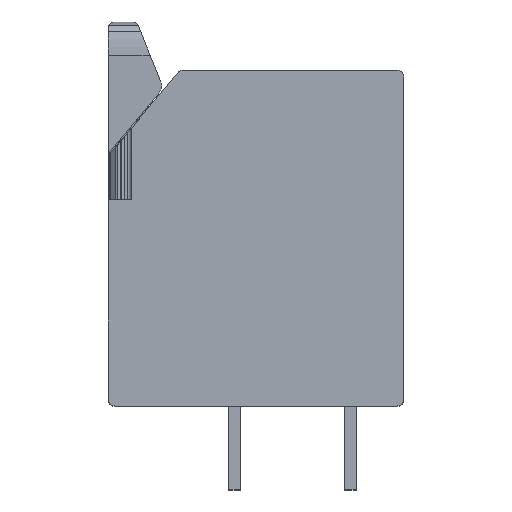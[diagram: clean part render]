
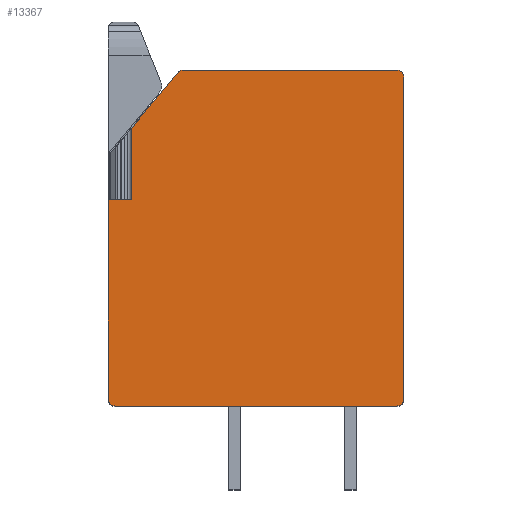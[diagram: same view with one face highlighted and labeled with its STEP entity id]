
A CAD part, top view. The second image highlights one B-rep face of the part: STEP entity #13367.
In plain terms, the highlighted planar face has unit normal (0, 0, 1).
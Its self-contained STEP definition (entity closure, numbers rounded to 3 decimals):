
#414=CIRCLE('',#14021,0.3);
#415=CIRCLE('',#14024,0.3);
#416=CIRCLE('',#14027,0.3);
#417=CIRCLE('',#14029,0.3);
#1166=ORIENTED_EDGE('',*,*,#4095,.F.);
#1167=ORIENTED_EDGE('',*,*,#4096,.T.);
#1168=ORIENTED_EDGE('',*,*,#4097,.T.);
#1169=ORIENTED_EDGE('',*,*,#3892,.T.);
#1170=ORIENTED_EDGE('',*,*,#4098,.F.);
#1171=ORIENTED_EDGE('',*,*,#3951,.T.);
#1172=ORIENTED_EDGE('',*,*,#3813,.T.);
#1173=ORIENTED_EDGE('',*,*,#4026,.T.);
#1174=ORIENTED_EDGE('',*,*,#4058,.T.);
#1175=ORIENTED_EDGE('',*,*,#4060,.T.);
#1176=ORIENTED_EDGE('',*,*,#4092,.T.);
#1177=ORIENTED_EDGE('',*,*,#4093,.T.);
#1178=ORIENTED_EDGE('',*,*,#3707,.T.);
#1179=ORIENTED_EDGE('',*,*,#4094,.T.);
#1180=ORIENTED_EDGE('',*,*,#3899,.T.);
#3707=EDGE_CURVE('',#5192,#5191,#6159,.T.);
#3813=EDGE_CURVE('',#5287,#5286,#6237,.T.);
#3892=EDGE_CURVE('',#5366,#5365,#6287,.T.);
#3899=EDGE_CURVE('',#5373,#5372,#6291,.T.);
#3951=EDGE_CURVE('',#5422,#5287,#6322,.T.);
#4026=EDGE_CURVE('',#5286,#5479,#414,.T.);
#4058=EDGE_CURVE('',#5479,#5508,#6402,.T.);
#4060=EDGE_CURVE('',#5508,#5509,#415,.T.);
#4092=EDGE_CURVE('',#5509,#5538,#6435,.T.);
#4093=EDGE_CURVE('',#5538,#5192,#416,.T.);
#4094=EDGE_CURVE('',#5191,#5373,#417,.T.);
#4095=EDGE_CURVE('',#5539,#5372,#6436,.T.);
#4096=EDGE_CURVE('',#5539,#5540,#6437,.T.);
#4097=EDGE_CURVE('',#5540,#5366,#6438,.T.);
#4098=EDGE_CURVE('',#5422,#5365,#6439,.T.);
#5191=VERTEX_POINT('',#17841);
#5192=VERTEX_POINT('',#17843);
#5286=VERTEX_POINT('',#18052);
#5287=VERTEX_POINT('',#18054);
#5365=VERTEX_POINT('',#18211);
#5366=VERTEX_POINT('',#18213);
#5372=VERTEX_POINT('',#18225);
#5373=VERTEX_POINT('',#18227);
#5422=VERTEX_POINT('',#18332);
#5479=VERTEX_POINT('',#18478);
#5508=VERTEX_POINT('',#18540);
#5509=VERTEX_POINT('',#18544);
#5538=VERTEX_POINT('',#18606);
#5539=VERTEX_POINT('',#18614);
#5540=VERTEX_POINT('',#18616);
#6159=LINE('',#17842,#7201);
#6237=LINE('',#18053,#7279);
#6287=LINE('',#18212,#7329);
#6291=LINE('',#18226,#7333);
#6322=LINE('',#18331,#7364);
#6402=LINE('',#18541,#7444);
#6435=LINE('',#18607,#7477);
#6436=LINE('',#18613,#7478);
#6437=LINE('',#18615,#7479);
#6438=LINE('',#18617,#7480);
#6439=LINE('',#18618,#7481);
#7201=VECTOR('',#14890,1000.);
#7279=VECTOR('',#15044,1000.);
#7329=VECTOR('',#15154,1000.);
#7333=VECTOR('',#15164,1000.);
#7364=VECTOR('',#15245,1000.);
#7444=VECTOR('',#15411,1000.);
#7477=VECTOR('',#15450,1000.);
#7478=VECTOR('',#15461,1000.);
#7479=VECTOR('',#15462,1000.);
#7480=VECTOR('',#15463,1000.);
#7481=VECTOR('',#15464,1000.);
#8260=EDGE_LOOP('',(#1166,#1167,#1168,#1169,#1170,#1171,#1172,#1173,#1174,
#1175,#1176,#1177,#1178,#1179,#1180));
#8815=FACE_BOUND('',#8260,.T.);
#9351=PLANE('',#14030);
#13367=ADVANCED_FACE('',(#8815),#9351,.T.);
#14021=AXIS2_PLACEMENT_3D('',#18479,#15376,#15377);
#14024=AXIS2_PLACEMENT_3D('',#18545,#15415,#15416);
#14027=AXIS2_PLACEMENT_3D('',#18609,#15453,#15454);
#14029=AXIS2_PLACEMENT_3D('',#18611,#15457,#15458);
#14030=AXIS2_PLACEMENT_3D('',#18612,#15459,#15460);
#14890=DIRECTION('',(-1.,0.,0.));
#15044=DIRECTION('',(0.,-1.,0.));
#15154=DIRECTION('',(-0.643,-0.766,0.));
#15164=DIRECTION('',(-0.643,-0.766,0.));
#15245=DIRECTION('',(-1.,0.,0.));
#15376=DIRECTION('',(0.,0.,1.));
#15377=DIRECTION('',(1.,0.,0.));
#15411=DIRECTION('',(1.,0.,0.));
#15415=DIRECTION('',(0.,0.,1.));
#15416=DIRECTION('',(1.,0.,0.));
#15450=DIRECTION('',(0.,1.,0.));
#15453=DIRECTION('',(0.,0.,1.));
#15454=DIRECTION('',(1.,0.,0.));
#15457=DIRECTION('',(0.,0.,1.));
#15458=DIRECTION('',(1.,0.,0.));
#15459=DIRECTION('',(0.,0.,1.));
#15460=DIRECTION('',(1.,0.,0.));
#15461=DIRECTION('',(0.,1.,0.));
#15462=DIRECTION('',(-1.,0.,0.));
#15463=DIRECTION('',(0.,1.,0.));
#15464=DIRECTION('',(0.,1.,0.));
#17841=CARTESIAN_POINT('',(-7.21,14.5,14.));
#17842=CARTESIAN_POINT('',(2.,14.5,14.));
#17843=CARTESIAN_POINT('',(2.,14.5,14.));
#18052=CARTESIAN_POINT('',(-10.45,0.3,14.));
#18053=CARTESIAN_POINT('',(-10.45,10.806,14.));
#18054=CARTESIAN_POINT('',(-10.45,8.9,14.));
#18211=CARTESIAN_POINT('',(-10.046,11.287,14.));
#18212=CARTESIAN_POINT('',(-7.44,14.393,14.));
#18213=CARTESIAN_POINT('',(-10.043,11.291,14.));
#18225=CARTESIAN_POINT('',(-9.45,11.997,14.));
#18226=CARTESIAN_POINT('',(-7.44,14.393,14.));
#18227=CARTESIAN_POINT('',(-7.44,14.393,14.));
#18331=CARTESIAN_POINT('',(-10.15,8.9,14.));
#18332=CARTESIAN_POINT('',(-10.046,8.9,14.));
#18478=CARTESIAN_POINT('',(-10.15,0.,14.));
#18479=CARTESIAN_POINT('',(-10.15,0.3,14.));
#18540=CARTESIAN_POINT('',(2.,0.,14.));
#18541=CARTESIAN_POINT('',(-10.15,0.,14.));
#18544=CARTESIAN_POINT('',(2.3,0.3,14.));
#18545=CARTESIAN_POINT('',(2.,0.3,14.));
#18606=CARTESIAN_POINT('',(2.3,14.2,14.));
#18607=CARTESIAN_POINT('',(2.3,0.3,14.));
#18609=CARTESIAN_POINT('',(2.,14.2,14.));
#18611=CARTESIAN_POINT('',(-7.21,14.2,14.));
#18612=CARTESIAN_POINT('',(-10.15,0.3,14.));
#18613=CARTESIAN_POINT('',(-9.45,0.3,14.));
#18614=CARTESIAN_POINT('',(-9.45,8.9,14.));
#18615=CARTESIAN_POINT('',(-10.15,8.9,14.));
#18616=CARTESIAN_POINT('',(-10.043,8.9,14.));
#18617=CARTESIAN_POINT('',(-10.043,8.9,14.));
#18618=CARTESIAN_POINT('',(-10.046,8.9,14.));
